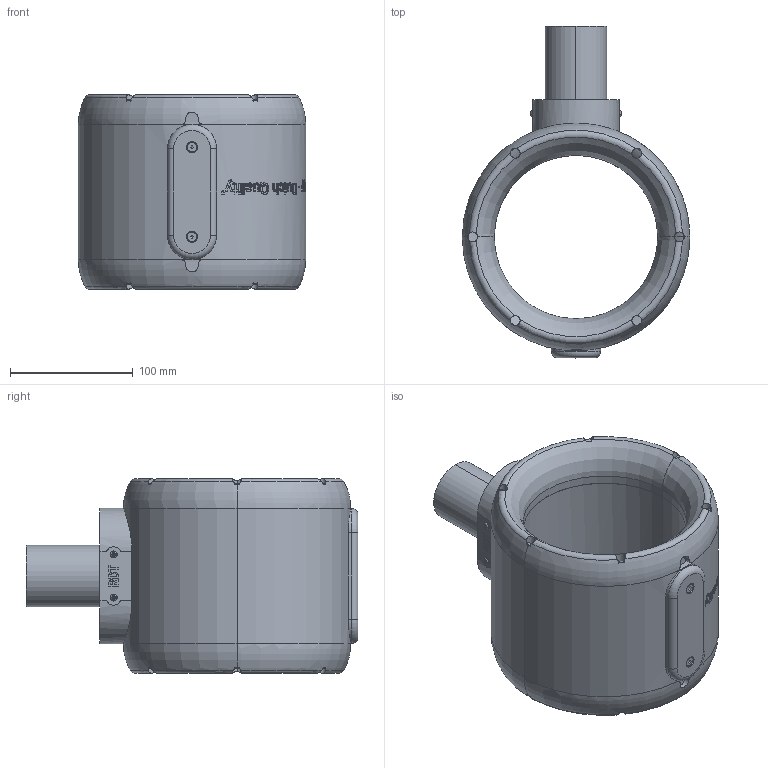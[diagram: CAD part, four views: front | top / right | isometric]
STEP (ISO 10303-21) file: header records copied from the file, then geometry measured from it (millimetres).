
FILE_DESCRIPTION (( 'STEP AP214' ), '1' );
FILE_NAME ('P-133-030-rev-B-TH.STEP', '2021-05-28T15:10:12', ( '' ), ( '' ), 'SwSTEP 2.0', 'SolidWorks 2021', '' );
FILE_SCHEMA (( 'AUTOMOTIVE_DESIGN' ));
Length unit declared in the file: millimetre
Products named in the file (1): P-133-030-rev-B-TH
Bounding box: 185 x 269.93 x 158.17 mm (x, y, z)
Volume: 2120187.9 mm3; surface area: 236043.8 mm2
Topology: 1 solids, 13 shells, 1070 faces, 2781 edges, 1784 vertices
Faces by surface type: plane 424, bspline 271, cylinder 218, torus 97, cone 52, sphere 8
Entity records: 85033 total; most frequent: CARTESIAN_POINT 54842, ORIENTED_EDGE 5506, DIRECTION 3909, EDGE_CURVE 2753, VERTEX_POINT 1784, AXIS2_PLACEMENT_3D 1472, EDGE_LOOP 1163, B_SPLINE_CURVE_WITH_KNOTS 1116
